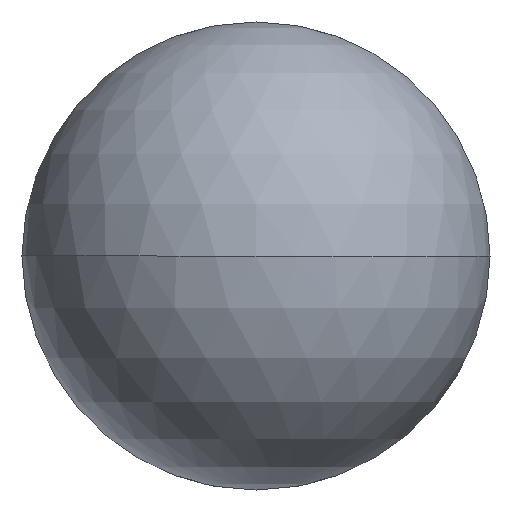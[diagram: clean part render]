
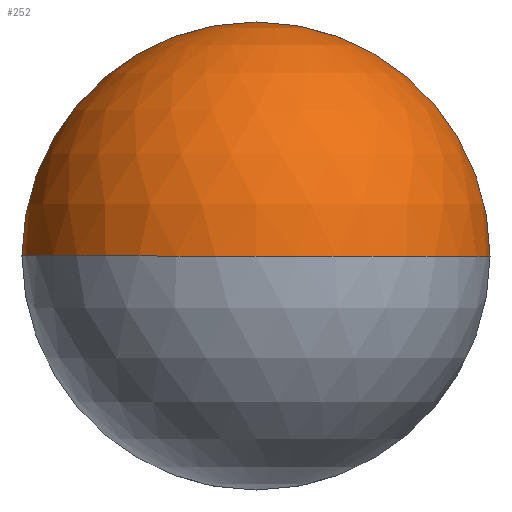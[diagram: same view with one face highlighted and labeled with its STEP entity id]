
A CAD part, front view. The second image highlights one B-rep face of the part: STEP entity #252.
In plain terms, the highlighted spherical face has radius 9.525 mm.
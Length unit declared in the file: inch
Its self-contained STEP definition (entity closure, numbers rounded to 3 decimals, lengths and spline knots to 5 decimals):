
#8 = DIRECTION ( 'NONE',  ( 0., 0., -1. ) ) ;
#10 = ORIENTED_EDGE ( 'NONE', *, *, #28, .F. ) ;
#28 = EDGE_CURVE ( 'NONE', #359, #316, #40, .T. ) ;
#30 = CIRCLE ( 'NONE', #214, 0.375 ) ;
#33 = EDGE_CURVE ( 'NONE', #341, #316, #30, .T. ) ;
#34 = CARTESIAN_POINT ( 'NONE',  ( -0.375, 0.375, 0. ) ) ;
#40 = CIRCLE ( 'NONE', #83, 0.375 ) ;
#43 = DIRECTION ( 'NONE',  ( 0., 0., -1. ) ) ;
#56 = SPHERICAL_SURFACE ( 'NONE', #191, 0.375 ) ;
#74 = DIRECTION ( 'NONE',  ( 0., -1., 0. ) ) ;
#81 = CIRCLE ( 'NONE', #271, 0.375 ) ;
#83 = AXIS2_PLACEMENT_3D ( 'NONE', #370, #348, #202 ) ;
#92 = CIRCLE ( 'NONE', #306, 0.375 ) ;
#105 = EDGE_LOOP ( 'NONE', ( #346, #226, #10, #224 ) ) ;
#114 = DIRECTION ( 'NONE',  ( 0., 0., 1. ) ) ;
#116 = CARTESIAN_POINT ( 'NONE',  ( 0., 0.375, 0. ) ) ;
#137 = EDGE_CURVE ( 'NONE', #359, #364, #92, .T. ) ;
#175 = DIRECTION ( 'NONE',  ( 1., 0., 0. ) ) ;
#189 = FACE_OUTER_BOUND ( 'NONE', #105, .T. ) ;
#191 = AXIS2_PLACEMENT_3D ( 'NONE', #116, #114, #175 ) ;
#202 = DIRECTION ( 'NONE',  ( -1., 0., 0. ) ) ;
#214 = AXIS2_PLACEMENT_3D ( 'NONE', #265, #300, #325 ) ;
#217 = CARTESIAN_POINT ( 'NONE',  ( 0., 0.375, 0. ) ) ;
#219 = EDGE_CURVE ( 'NONE', #364, #341, #81, .T. ) ;
#224 = ORIENTED_EDGE ( 'NONE', *, *, #137, .T. ) ;
#226 = ORIENTED_EDGE ( 'NONE', *, *, #33, .T. ) ;
#249 = CARTESIAN_POINT ( 'NONE',  ( 0., 0.375, 0.375 ) ) ;
#252 = ADVANCED_FACE ( 'NONE', ( #189 ), #56, .T. ) ;
#265 = CARTESIAN_POINT ( 'NONE',  ( 0., 0.375, 0. ) ) ;
#271 = AXIS2_PLACEMENT_3D ( 'NONE', #279, #74, #43 ) ;
#278 = DIRECTION ( 'NONE',  ( 0., -1., 0. ) ) ;
#279 = CARTESIAN_POINT ( 'NONE',  ( 0., 0.375, 0. ) ) ;
#296 = CARTESIAN_POINT ( 'NONE',  ( 0., 0., 0. ) ) ;
#300 = DIRECTION ( 'NONE',  ( 0., 0., 1. ) ) ;
#306 = AXIS2_PLACEMENT_3D ( 'NONE', #217, #278, #8 ) ;
#316 = VERTEX_POINT ( 'NONE', #296 ) ;
#325 = DIRECTION ( 'NONE',  ( 1., 0., 0. ) ) ;
#335 = CARTESIAN_POINT ( 'NONE',  ( 0.375, 0.375, 0. ) ) ;
#341 = VERTEX_POINT ( 'NONE', #34 ) ;
#346 = ORIENTED_EDGE ( 'NONE', *, *, #219, .T. ) ;
#348 = DIRECTION ( 'NONE',  ( 0., 0., -1. ) ) ;
#359 = VERTEX_POINT ( 'NONE', #335 ) ;
#364 = VERTEX_POINT ( 'NONE', #249 ) ;
#370 = CARTESIAN_POINT ( 'NONE',  ( 0., 0.375, 0. ) ) ;
